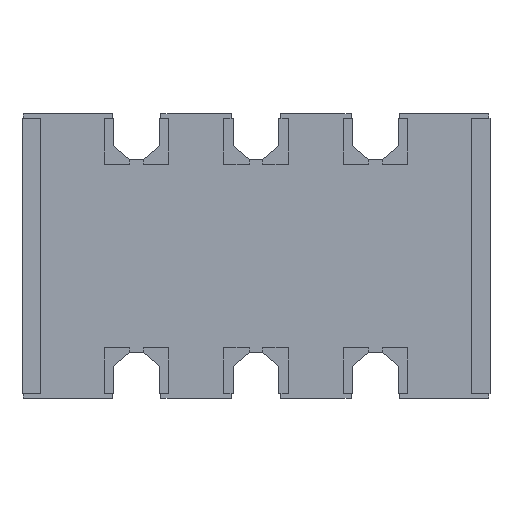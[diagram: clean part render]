
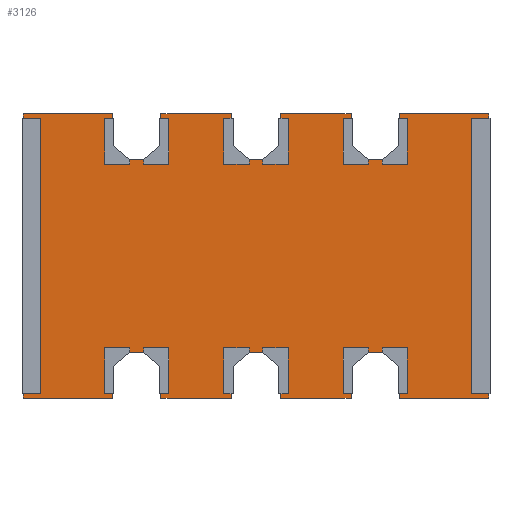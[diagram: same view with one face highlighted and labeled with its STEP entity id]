
A CAD part, front view. The second image highlights one B-rep face of the part: STEP entity #3126.
In plain terms, the highlighted planar face has unit normal (0, -1, 0).
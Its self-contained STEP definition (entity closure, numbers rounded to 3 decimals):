
#66=FACE_OUTER_BOUND('',#242,.T.);
#242=EDGE_LOOP('',(#2097,#2098,#2099,#2100,#2101,#2102,#2103,#2104,#2105,
#2106,#2107,#2108,#2109,#2110,#2111,#2112,#2113,#2114,#2115,#2116,#2117,
#2118,#2119,#2120,#2121,#2122,#2123,#2124,#2125,#2126,#2127,#2128,#2129,
#2130,#2131,#2132));
#381=LINE('',#4236,#801);
#385=LINE('',#4244,#805);
#388=LINE('',#4250,#808);
#391=LINE('',#4256,#811);
#394=LINE('',#4262,#814);
#397=LINE('',#4268,#817);
#400=LINE('',#4274,#820);
#403=LINE('',#4280,#823);
#406=LINE('',#4286,#826);
#409=LINE('',#4292,#829);
#412=LINE('',#4298,#832);
#415=LINE('',#4304,#835);
#418=LINE('',#4310,#838);
#421=LINE('',#4316,#841);
#424=LINE('',#4322,#844);
#427=LINE('',#4328,#847);
#430=LINE('',#4334,#850);
#433=LINE('',#4340,#853);
#436=LINE('',#4346,#856);
#439=LINE('',#4352,#859);
#442=LINE('',#4358,#862);
#445=LINE('',#4364,#865);
#448=LINE('',#4370,#868);
#451=LINE('',#4376,#871);
#454=LINE('',#4382,#874);
#457=LINE('',#4388,#877);
#460=LINE('',#4394,#880);
#463=LINE('',#4400,#883);
#466=LINE('',#4406,#886);
#469=LINE('',#4412,#889);
#472=LINE('',#4418,#892);
#475=LINE('',#4424,#895);
#478=LINE('',#4430,#898);
#481=LINE('',#4436,#901);
#484=LINE('',#4442,#904);
#487=LINE('',#4447,#907);
#801=VECTOR('',#3462,0.972);
#805=VECTOR('',#3468,0.5);
#808=VECTOR('',#3473,0.528);
#811=VECTOR('',#3478,0.5);
#814=VECTOR('',#3483,0.772);
#817=VECTOR('',#3488,0.5);
#820=VECTOR('',#3493,0.528);
#823=VECTOR('',#3498,0.5);
#826=VECTOR('',#3503,0.772);
#829=VECTOR('',#3508,0.5);
#832=VECTOR('',#3513,0.528);
#835=VECTOR('',#3518,0.5);
#838=VECTOR('',#3523,0.972);
#841=VECTOR('',#3528,0.05);
#844=VECTOR('',#3533,0.186);
#847=VECTOR('',#3538,3.);
#850=VECTOR('',#3543,0.186);
#853=VECTOR('',#3548,0.05);
#856=VECTOR('',#3553,0.972);
#859=VECTOR('',#3558,0.5);
#862=VECTOR('',#3563,0.528);
#865=VECTOR('',#3568,0.5);
#868=VECTOR('',#3573,0.772);
#871=VECTOR('',#3578,0.5);
#874=VECTOR('',#3583,0.528);
#877=VECTOR('',#3588,0.5);
#880=VECTOR('',#3593,0.772);
#883=VECTOR('',#3598,0.5);
#886=VECTOR('',#3603,0.528);
#889=VECTOR('',#3608,0.5);
#892=VECTOR('',#3613,0.972);
#895=VECTOR('',#3618,0.05);
#898=VECTOR('',#3623,0.186);
#901=VECTOR('',#3628,3.);
#904=VECTOR('',#3633,0.186);
#907=VECTOR('',#3638,0.05);
#1221=VERTEX_POINT('',#4234);
#1222=VERTEX_POINT('',#4235);
#1225=VERTEX_POINT('',#4243);
#1227=VERTEX_POINT('',#4249);
#1229=VERTEX_POINT('',#4255);
#1231=VERTEX_POINT('',#4261);
#1233=VERTEX_POINT('',#4267);
#1235=VERTEX_POINT('',#4273);
#1237=VERTEX_POINT('',#4279);
#1239=VERTEX_POINT('',#4285);
#1241=VERTEX_POINT('',#4291);
#1243=VERTEX_POINT('',#4297);
#1245=VERTEX_POINT('',#4303);
#1247=VERTEX_POINT('',#4309);
#1249=VERTEX_POINT('',#4315);
#1251=VERTEX_POINT('',#4321);
#1253=VERTEX_POINT('',#4327);
#1255=VERTEX_POINT('',#4333);
#1257=VERTEX_POINT('',#4339);
#1259=VERTEX_POINT('',#4345);
#1261=VERTEX_POINT('',#4351);
#1263=VERTEX_POINT('',#4357);
#1265=VERTEX_POINT('',#4363);
#1267=VERTEX_POINT('',#4369);
#1269=VERTEX_POINT('',#4375);
#1271=VERTEX_POINT('',#4381);
#1273=VERTEX_POINT('',#4387);
#1275=VERTEX_POINT('',#4393);
#1277=VERTEX_POINT('',#4399);
#1279=VERTEX_POINT('',#4405);
#1281=VERTEX_POINT('',#4411);
#1283=VERTEX_POINT('',#4417);
#1285=VERTEX_POINT('',#4423);
#1287=VERTEX_POINT('',#4429);
#1289=VERTEX_POINT('',#4435);
#1291=VERTEX_POINT('',#4441);
#1497=EDGE_CURVE('',#1221,#1222,#381,.T.);
#1501=EDGE_CURVE('',#1225,#1221,#385,.T.);
#1504=EDGE_CURVE('',#1227,#1225,#388,.T.);
#1507=EDGE_CURVE('',#1229,#1227,#391,.T.);
#1510=EDGE_CURVE('',#1231,#1229,#394,.T.);
#1513=EDGE_CURVE('',#1233,#1231,#397,.T.);
#1516=EDGE_CURVE('',#1235,#1233,#400,.T.);
#1519=EDGE_CURVE('',#1237,#1235,#403,.T.);
#1522=EDGE_CURVE('',#1239,#1237,#406,.T.);
#1525=EDGE_CURVE('',#1241,#1239,#409,.T.);
#1528=EDGE_CURVE('',#1243,#1241,#412,.T.);
#1531=EDGE_CURVE('',#1245,#1243,#415,.T.);
#1534=EDGE_CURVE('',#1247,#1245,#418,.T.);
#1537=EDGE_CURVE('',#1249,#1247,#421,.T.);
#1540=EDGE_CURVE('',#1251,#1249,#424,.T.);
#1543=EDGE_CURVE('',#1253,#1251,#427,.T.);
#1546=EDGE_CURVE('',#1255,#1253,#430,.T.);
#1549=EDGE_CURVE('',#1257,#1255,#433,.T.);
#1552=EDGE_CURVE('',#1259,#1257,#436,.T.);
#1555=EDGE_CURVE('',#1261,#1259,#439,.T.);
#1558=EDGE_CURVE('',#1263,#1261,#442,.T.);
#1561=EDGE_CURVE('',#1265,#1263,#445,.T.);
#1564=EDGE_CURVE('',#1267,#1265,#448,.T.);
#1567=EDGE_CURVE('',#1269,#1267,#451,.T.);
#1570=EDGE_CURVE('',#1271,#1269,#454,.T.);
#1573=EDGE_CURVE('',#1273,#1271,#457,.T.);
#1576=EDGE_CURVE('',#1275,#1273,#460,.T.);
#1579=EDGE_CURVE('',#1277,#1275,#463,.T.);
#1582=EDGE_CURVE('',#1279,#1277,#466,.T.);
#1585=EDGE_CURVE('',#1281,#1279,#469,.T.);
#1588=EDGE_CURVE('',#1283,#1281,#472,.T.);
#1591=EDGE_CURVE('',#1285,#1283,#475,.T.);
#1594=EDGE_CURVE('',#1287,#1285,#478,.T.);
#1597=EDGE_CURVE('',#1289,#1287,#481,.T.);
#1600=EDGE_CURVE('',#1291,#1289,#484,.T.);
#1603=EDGE_CURVE('',#1222,#1291,#487,.T.);
#2097=ORIENTED_EDGE('',*,*,#1603,.F.);
#2098=ORIENTED_EDGE('',*,*,#1497,.F.);
#2099=ORIENTED_EDGE('',*,*,#1501,.F.);
#2100=ORIENTED_EDGE('',*,*,#1504,.F.);
#2101=ORIENTED_EDGE('',*,*,#1507,.F.);
#2102=ORIENTED_EDGE('',*,*,#1510,.F.);
#2103=ORIENTED_EDGE('',*,*,#1513,.F.);
#2104=ORIENTED_EDGE('',*,*,#1516,.F.);
#2105=ORIENTED_EDGE('',*,*,#1519,.F.);
#2106=ORIENTED_EDGE('',*,*,#1522,.F.);
#2107=ORIENTED_EDGE('',*,*,#1525,.F.);
#2108=ORIENTED_EDGE('',*,*,#1528,.F.);
#2109=ORIENTED_EDGE('',*,*,#1531,.F.);
#2110=ORIENTED_EDGE('',*,*,#1534,.F.);
#2111=ORIENTED_EDGE('',*,*,#1537,.F.);
#2112=ORIENTED_EDGE('',*,*,#1540,.F.);
#2113=ORIENTED_EDGE('',*,*,#1543,.F.);
#2114=ORIENTED_EDGE('',*,*,#1546,.F.);
#2115=ORIENTED_EDGE('',*,*,#1549,.F.);
#2116=ORIENTED_EDGE('',*,*,#1552,.F.);
#2117=ORIENTED_EDGE('',*,*,#1555,.F.);
#2118=ORIENTED_EDGE('',*,*,#1558,.F.);
#2119=ORIENTED_EDGE('',*,*,#1561,.F.);
#2120=ORIENTED_EDGE('',*,*,#1564,.F.);
#2121=ORIENTED_EDGE('',*,*,#1567,.F.);
#2122=ORIENTED_EDGE('',*,*,#1570,.F.);
#2123=ORIENTED_EDGE('',*,*,#1573,.F.);
#2124=ORIENTED_EDGE('',*,*,#1576,.F.);
#2125=ORIENTED_EDGE('',*,*,#1579,.F.);
#2126=ORIENTED_EDGE('',*,*,#1582,.F.);
#2127=ORIENTED_EDGE('',*,*,#1585,.F.);
#2128=ORIENTED_EDGE('',*,*,#1588,.F.);
#2129=ORIENTED_EDGE('',*,*,#1591,.F.);
#2130=ORIENTED_EDGE('',*,*,#1594,.F.);
#2131=ORIENTED_EDGE('',*,*,#1597,.F.);
#2132=ORIENTED_EDGE('',*,*,#1600,.F.);
#2794=PLANE('',#3319);
#3126=ADVANCED_FACE('',(#66),#2794,.F.);
#3319=AXIS2_PLACEMENT_3D('',#4450,#3642,#3643);
#3462=DIRECTION('',(-1.,0.,0.));
#3468=DIRECTION('',(0.,0.,-1.));
#3473=DIRECTION('',(-1.,0.,0.));
#3478=DIRECTION('',(0.,0.,1.));
#3483=DIRECTION('',(-1.,0.,0.));
#3488=DIRECTION('',(0.,0.,-1.));
#3493=DIRECTION('',(-1.,0.,0.));
#3498=DIRECTION('',(0.,0.,1.));
#3503=DIRECTION('',(-1.,0.,0.));
#3508=DIRECTION('',(0.,0.,-1.));
#3513=DIRECTION('',(-1.,0.,0.));
#3518=DIRECTION('',(0.,0.,1.));
#3523=DIRECTION('',(-1.,0.,0.));
#3528=DIRECTION('',(0.,0.,-1.));
#3533=DIRECTION('',(1.,0.,0.));
#3538=DIRECTION('',(0.,0.,-1.));
#3543=DIRECTION('',(-1.,0.,0.));
#3548=DIRECTION('',(0.,0.,-1.));
#3553=DIRECTION('',(1.,0.,0.));
#3558=DIRECTION('',(0.,0.,1.));
#3563=DIRECTION('',(1.,0.,0.));
#3568=DIRECTION('',(0.,0.,-1.));
#3573=DIRECTION('',(1.,0.,0.));
#3578=DIRECTION('',(0.,0.,1.));
#3583=DIRECTION('',(1.,0.,0.));
#3588=DIRECTION('',(0.,0.,-1.));
#3593=DIRECTION('',(1.,0.,0.));
#3598=DIRECTION('',(0.,0.,1.));
#3603=DIRECTION('',(1.,0.,0.));
#3608=DIRECTION('',(0.,0.,-1.));
#3613=DIRECTION('',(1.,0.,0.));
#3618=DIRECTION('',(0.,0.,1.));
#3623=DIRECTION('',(-1.,0.,0.));
#3628=DIRECTION('',(0.,0.,1.));
#3633=DIRECTION('',(1.,0.,0.));
#3638=DIRECTION('',(0.,0.,1.));
#3642=DIRECTION('center_axis',(0.,1.,0.));
#3643=DIRECTION('ref_axis',(0.,0.,1.));
#4234=CARTESIAN_POINT('',(0.972,0.,0.));
#4235=CARTESIAN_POINT('',(0.,0.,0.));
#4236=CARTESIAN_POINT('',(0.972,0.,0.));
#4243=CARTESIAN_POINT('',(0.972,0.,0.5));
#4244=CARTESIAN_POINT('',(0.972,0.,0.5));
#4249=CARTESIAN_POINT('',(1.5,0.,0.5));
#4250=CARTESIAN_POINT('',(1.5,0.,0.5));
#4255=CARTESIAN_POINT('',(1.5,0.,0.));
#4256=CARTESIAN_POINT('',(1.5,0.,0.));
#4261=CARTESIAN_POINT('',(2.272,0.,0.));
#4262=CARTESIAN_POINT('',(2.272,0.,0.));
#4267=CARTESIAN_POINT('',(2.272,0.,0.5));
#4268=CARTESIAN_POINT('',(2.272,0.,0.5));
#4273=CARTESIAN_POINT('',(2.8,0.,0.5));
#4274=CARTESIAN_POINT('',(2.8,0.,0.5));
#4279=CARTESIAN_POINT('',(2.8,0.,0.));
#4280=CARTESIAN_POINT('',(2.8,0.,0.));
#4285=CARTESIAN_POINT('',(3.572,0.,0.));
#4286=CARTESIAN_POINT('',(3.572,0.,0.));
#4291=CARTESIAN_POINT('',(3.572,0.,0.5));
#4292=CARTESIAN_POINT('',(3.572,0.,0.5));
#4297=CARTESIAN_POINT('',(4.1,0.,0.5));
#4298=CARTESIAN_POINT('',(4.1,0.,0.5));
#4303=CARTESIAN_POINT('',(4.1,0.,0.));
#4304=CARTESIAN_POINT('',(4.1,0.,0.));
#4309=CARTESIAN_POINT('',(5.072,0.,0.));
#4310=CARTESIAN_POINT('',(5.072,0.,0.));
#4315=CARTESIAN_POINT('',(5.072,0.,0.05));
#4316=CARTESIAN_POINT('',(5.072,0.,0.05));
#4321=CARTESIAN_POINT('',(4.886,0.,0.05));
#4322=CARTESIAN_POINT('',(4.886,0.,0.05));
#4327=CARTESIAN_POINT('',(4.886,0.,3.05));
#4328=CARTESIAN_POINT('',(4.886,0.,3.05));
#4333=CARTESIAN_POINT('',(5.072,0.,3.05));
#4334=CARTESIAN_POINT('',(5.072,0.,3.05));
#4339=CARTESIAN_POINT('',(5.072,0.,3.1));
#4340=CARTESIAN_POINT('',(5.072,0.,3.1));
#4345=CARTESIAN_POINT('',(4.1,0.,3.1));
#4346=CARTESIAN_POINT('',(4.1,0.,3.1));
#4351=CARTESIAN_POINT('',(4.1,0.,2.6));
#4352=CARTESIAN_POINT('',(4.1,0.,2.6));
#4357=CARTESIAN_POINT('',(3.572,0.,2.6));
#4358=CARTESIAN_POINT('',(3.572,0.,2.6));
#4363=CARTESIAN_POINT('',(3.572,0.,3.1));
#4364=CARTESIAN_POINT('',(3.572,0.,3.1));
#4369=CARTESIAN_POINT('',(2.8,0.,3.1));
#4370=CARTESIAN_POINT('',(2.8,0.,3.1));
#4375=CARTESIAN_POINT('',(2.8,0.,2.6));
#4376=CARTESIAN_POINT('',(2.8,0.,2.6));
#4381=CARTESIAN_POINT('',(2.272,0.,2.6));
#4382=CARTESIAN_POINT('',(2.272,0.,2.6));
#4387=CARTESIAN_POINT('',(2.272,0.,3.1));
#4388=CARTESIAN_POINT('',(2.272,0.,3.1));
#4393=CARTESIAN_POINT('',(1.5,0.,3.1));
#4394=CARTESIAN_POINT('',(1.5,0.,3.1));
#4399=CARTESIAN_POINT('',(1.5,0.,2.6));
#4400=CARTESIAN_POINT('',(1.5,0.,2.6));
#4405=CARTESIAN_POINT('',(0.972,0.,2.6));
#4406=CARTESIAN_POINT('',(0.972,0.,2.6));
#4411=CARTESIAN_POINT('',(0.972,0.,3.1));
#4412=CARTESIAN_POINT('',(0.972,0.,3.1));
#4417=CARTESIAN_POINT('',(0.,0.,3.1));
#4418=CARTESIAN_POINT('',(0.,0.,3.1));
#4423=CARTESIAN_POINT('',(0.,0.,3.05));
#4424=CARTESIAN_POINT('',(0.,0.,3.05));
#4429=CARTESIAN_POINT('',(0.186,0.,3.05));
#4430=CARTESIAN_POINT('',(0.186,0.,3.05));
#4435=CARTESIAN_POINT('',(0.186,0.,0.05));
#4436=CARTESIAN_POINT('',(0.186,0.,0.05));
#4441=CARTESIAN_POINT('',(0.,0.,0.05));
#4442=CARTESIAN_POINT('',(0.,0.,0.05));
#4447=CARTESIAN_POINT('',(0.,0.,0.));
#4450=CARTESIAN_POINT('Origin',(2.536,0.,1.55));
